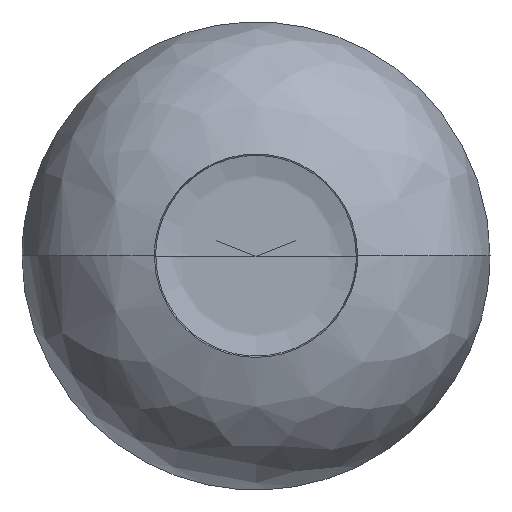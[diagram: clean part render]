
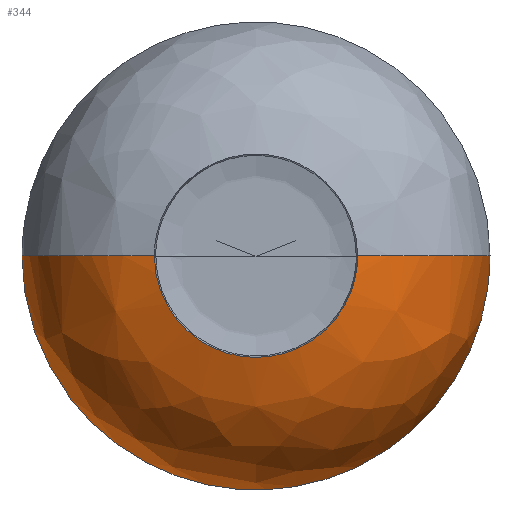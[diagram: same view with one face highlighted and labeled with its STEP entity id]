
A CAD part, top view. The second image highlights one B-rep face of the part: STEP entity #344.
In plain terms, the highlighted free-form (B-spline) face has degree [2, 3] with [5, 5] control points.
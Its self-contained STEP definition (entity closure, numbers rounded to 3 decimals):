
#22=(
BOUNDED_CURVE()
B_SPLINE_CURVE(3,(#8636,#8637,#8638,#8639,#8640),.UNSPECIFIED.,.F.,.F.)
B_SPLINE_CURVE_WITH_KNOTS((4,1,4),(39.896,62.455,124.91),
 .UNSPECIFIED.)
CURVE()
GEOMETRIC_REPRESENTATION_ITEM()
RATIONAL_B_SPLINE_CURVE((1.,1.,1.,1.,1.))
REPRESENTATION_ITEM('')
);
#23=(
BOUNDED_CURVE()
B_SPLINE_CURVE(2,(#8641,#8642,#8643,#8644,#8645),.UNSPECIFIED.,.F.,.F.)
B_SPLINE_CURVE_WITH_KNOTS((3,2,3),(-392.699,-196.35,
0.),.UNSPECIFIED.)
CURVE()
GEOMETRIC_REPRESENTATION_ITEM()
RATIONAL_B_SPLINE_CURVE((1.,0.707,1.,0.707,1.))
REPRESENTATION_ITEM('')
);
#24=(
BOUNDED_CURVE()
B_SPLINE_CURVE(2,(#8646,#8647,#8648,#8649,#8650),.UNSPECIFIED.,.F.,.F.)
B_SPLINE_CURVE_WITH_KNOTS((3,2,3),(-392.699,-196.35,
0.),.UNSPECIFIED.)
CURVE()
GEOMETRIC_REPRESENTATION_ITEM()
RATIONAL_B_SPLINE_CURVE((1.,0.707,1.,0.707,1.))
REPRESENTATION_ITEM('')
);
#38=(
BOUNDED_SURFACE()
B_SPLINE_SURFACE(2,3,((#8148,#8149,#8150,#8151,#8152),(#8153,#8154,#8155,
#8156,#8157),(#8158,#8159,#8160,#8161,#8162),(#8163,#8164,#8165,#8166,#8167),
(#8168,#8169,#8170,#8171,#8172)),.UNSPECIFIED.,.F.,.F.,.F.)
B_SPLINE_SURFACE_WITH_KNOTS((3,2,3),(4,1,4),(0.,196.35,392.699),
(0.,62.455,124.91),.UNSPECIFIED.)
GEOMETRIC_REPRESENTATION_ITEM()
RATIONAL_B_SPLINE_SURFACE(((1.,1.,1.,1.,1.),(0.707,0.707,
0.707,0.707,0.707),(1.,1.,1.,1.,1.),
(0.707,0.707,0.707,0.707,
0.707),(1.,1.,1.,1.,1.)))
REPRESENTATION_ITEM('')
SURFACE()
);
#344=ADVANCED_FACE('',(#636),#38,.T.);
#636=FACE_OUTER_BOUND('',#928,.T.);
#928=EDGE_LOOP('',(#2601,#2602,#2603,#2604));
#2601=ORIENTED_EDGE('',*,*,#3490,.T.);
#2602=ORIENTED_EDGE('',*,*,#3491,.T.);
#2603=ORIENTED_EDGE('',*,*,#3484,.F.);
#2604=ORIENTED_EDGE('',*,*,#3492,.F.);
#3484=EDGE_CURVE('',#4893,#4892,#4336,.T.);
#3490=EDGE_CURVE('',#4896,#4897,#22,.T.);
#3491=EDGE_CURVE('',#4897,#4892,#23,.T.);
#3492=EDGE_CURVE('',#4896,#4893,#24,.T.);
#4336=B_SPLINE_CURVE_WITH_KNOTS('',3,(#8558,#8559,#8560,#8561,#8562),
 .UNSPECIFIED.,.F.,.F.,(4,1,4),(39.896,62.455,124.91),
 .UNSPECIFIED.);
#4892=VERTEX_POINT('',#8472);
#4893=VERTEX_POINT('',#8473);
#4896=VERTEX_POINT('',#8476);
#4897=VERTEX_POINT('',#8477);
#8148=CARTESIAN_POINT('',(238.637,-12.112,605.494));
#8149=CARTESIAN_POINT('',(269.052,-12.112,605.494));
#8150=CARTESIAN_POINT('',(318.356,-12.112,602.594));
#8151=CARTESIAN_POINT('',(358.407,-12.112,556.695));
#8152=CARTESIAN_POINT('',(358.637,-12.112,520.903));
#8153=CARTESIAN_POINT('',(238.637,-12.112,605.494));
#8154=CARTESIAN_POINT('',(269.052,-42.527,605.494));
#8155=CARTESIAN_POINT('',(318.356,-91.83,602.594));
#8156=CARTESIAN_POINT('',(358.407,-131.881,556.695));
#8157=CARTESIAN_POINT('',(358.637,-132.112,520.903));
#8158=CARTESIAN_POINT('',(238.637,-12.112,605.494));
#8159=CARTESIAN_POINT('',(238.637,-42.527,605.494));
#8160=CARTESIAN_POINT('',(238.637,-91.83,602.594));
#8161=CARTESIAN_POINT('',(238.637,-131.881,556.695));
#8162=CARTESIAN_POINT('',(238.637,-132.112,520.903));
#8163=CARTESIAN_POINT('',(238.637,-12.112,605.494));
#8164=CARTESIAN_POINT('',(208.223,-42.527,605.494));
#8165=CARTESIAN_POINT('',(158.919,-91.83,602.594));
#8166=CARTESIAN_POINT('',(118.868,-131.881,556.695));
#8167=CARTESIAN_POINT('',(118.637,-132.112,520.903));
#8168=CARTESIAN_POINT('',(238.637,-12.112,605.494));
#8169=CARTESIAN_POINT('',(208.223,-12.112,605.494));
#8170=CARTESIAN_POINT('',(158.919,-12.112,602.594));
#8171=CARTESIAN_POINT('',(118.868,-12.112,556.695));
#8172=CARTESIAN_POINT('',(118.637,-12.112,520.903));
#8472=CARTESIAN_POINT('',(358.637,-12.112,520.903));
#8473=CARTESIAN_POINT('',(290.768,-12.112,601.295));
#8476=CARTESIAN_POINT('',(186.507,-12.112,601.295));
#8477=CARTESIAN_POINT('',(118.637,-12.112,520.903));
#8558=CARTESIAN_POINT('',(290.768,-12.112,601.295));
#8559=CARTESIAN_POINT('',(299.603,-12.112,599.255));
#8560=CARTESIAN_POINT('',(331.148,-12.112,587.934));
#8561=CARTESIAN_POINT('',(358.407,-12.112,556.695));
#8562=CARTESIAN_POINT('',(358.637,-12.112,520.903));
#8636=CARTESIAN_POINT('',(186.507,-12.112,601.295));
#8637=CARTESIAN_POINT('',(177.672,-12.112,599.255));
#8638=CARTESIAN_POINT('',(146.127,-12.112,587.934));
#8639=CARTESIAN_POINT('',(118.868,-12.112,556.695));
#8640=CARTESIAN_POINT('',(118.637,-12.112,520.903));
#8641=CARTESIAN_POINT('',(118.637,-12.112,520.903));
#8642=CARTESIAN_POINT('',(118.637,-132.112,520.903));
#8643=CARTESIAN_POINT('',(238.637,-132.112,520.903));
#8644=CARTESIAN_POINT('',(358.637,-132.112,520.903));
#8645=CARTESIAN_POINT('',(358.637,-12.112,520.903));
#8646=CARTESIAN_POINT('',(186.507,-12.112,601.295));
#8647=CARTESIAN_POINT('',(186.507,-64.243,601.295));
#8648=CARTESIAN_POINT('',(238.637,-64.243,601.295));
#8649=CARTESIAN_POINT('',(290.768,-64.243,601.295));
#8650=CARTESIAN_POINT('',(290.768,-12.112,601.295));
